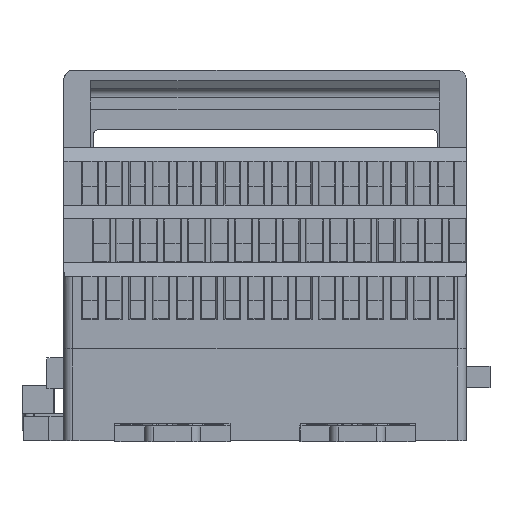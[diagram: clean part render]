
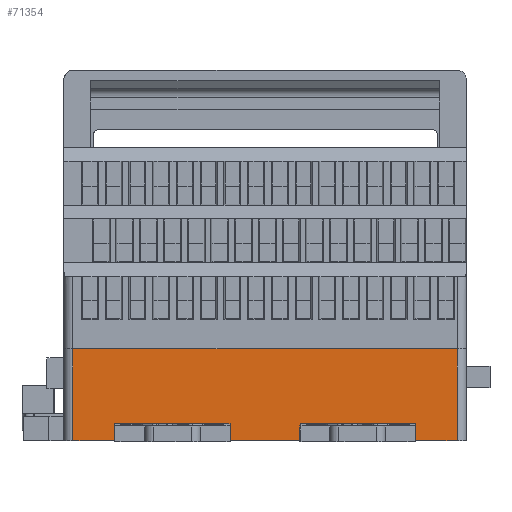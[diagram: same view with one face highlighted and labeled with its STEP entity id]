
A CAD part, front view. The second image highlights one B-rep face of the part: STEP entity #71354.
In plain terms, the highlighted planar face has unit normal (0, -1, 0).
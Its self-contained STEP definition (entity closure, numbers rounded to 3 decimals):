
#1177 = LINE ( 'NONE', #50783, #63369 ) ;
#1538 = CARTESIAN_POINT ( 'NONE',  ( 11.25, 0., -20.3 ) ) ;
#3223 = EDGE_CURVE ( 'NONE', #68592, #78681, #48005, .T. ) ;
#4091 = CARTESIAN_POINT ( 'NONE',  ( 2., 0., -20.3 ) ) ;
#4532 = DIRECTION ( 'NONE',  ( 0., 0., -1. ) ) ;
#6107 = ORIENTED_EDGE ( 'NONE', *, *, #65836, .F. ) ;
#6491 = CARTESIAN_POINT ( 'NONE',  ( 52.25, 0., -16.55 ) ) ;
#6691 = VECTOR ( 'NONE', #73017, 1000. ) ;
#6958 = LINE ( 'NONE', #55534, #69159 ) ;
#8184 = VECTOR ( 'NONE', #31307, 1000. ) ;
#8795 = EDGE_CURVE ( 'NONE', #78681, #17794, #72347, .T. ) ;
#9438 = LINE ( 'NONE', #38282, #38632 ) ;
#9852 = CARTESIAN_POINT ( 'NONE',  ( 77.75, 0., -20.3 ) ) ;
#10283 = EDGE_CURVE ( 'NONE', #52545, #69550, #39798, .T. ) ;
#10566 = CARTESIAN_POINT ( 'NONE',  ( 2., 0., -20.3 ) ) ;
#13528 = DIRECTION ( 'NONE',  ( 1., 0., 0. ) ) ;
#13776 = DIRECTION ( 'NONE',  ( 0., -1., 0. ) ) ;
#17794 = VERTEX_POINT ( 'NONE', #30431 ) ;
#19876 = DIRECTION ( 'NONE',  ( 1., 0., 0. ) ) ;
#19987 = CARTESIAN_POINT ( 'NONE',  ( 36.75, 0., -16.55 ) ) ;
#21792 = ORIENTED_EDGE ( 'NONE', *, *, #36014, .F. ) ;
#22103 = ORIENTED_EDGE ( 'NONE', *, *, #10283, .T. ) ;
#22296 = CARTESIAN_POINT ( 'NONE',  ( 36.75, 0., -20.3 ) ) ;
#23645 = DIRECTION ( 'NONE',  ( 0., 0., -1. ) ) ;
#26000 = PLANE ( 'NONE',  #48997 ) ;
#26668 = ORIENTED_EDGE ( 'NONE', *, *, #32351, .T. ) ;
#26810 = CARTESIAN_POINT ( 'NONE',  ( 36.75, 0., -16.55 ) ) ;
#26929 = LINE ( 'NONE', #48243, #43419 ) ;
#28344 = LINE ( 'NONE', #4091, #42924 ) ;
#28421 = VECTOR ( 'NONE', #31576, 1000. ) ;
#30431 = CARTESIAN_POINT ( 'NONE',  ( 87., 0., 0. ) ) ;
#30965 = LINE ( 'NONE', #19987, #45516 ) ;
#31307 = DIRECTION ( 'NONE',  ( 0., 0., 1. ) ) ;
#31576 = DIRECTION ( 'NONE',  ( -1., 0., 0. ) ) ;
#31731 = EDGE_LOOP ( 'NONE', ( #50558, #44269, #26668, #56097, #22103, #57444, #6107, #48172, #60633, #36271, #21792, #66129 ) ) ;
#32106 = VERTEX_POINT ( 'NONE', #47740 ) ;
#32351 = EDGE_CURVE ( 'NONE', #48759, #73006, #9438, .T. ) ;
#35429 = VERTEX_POINT ( 'NONE', #68814 ) ;
#36014 = EDGE_CURVE ( 'NONE', #40417, #17794, #1177, .T. ) ;
#36271 = ORIENTED_EDGE ( 'NONE', *, *, #8795, .T. ) ;
#38282 = CARTESIAN_POINT ( 'NONE',  ( 35.375, 0., -16.55 ) ) ;
#38632 = VECTOR ( 'NONE', #13528, 1000. ) ;
#39798 = LINE ( 'NONE', #66696, #6691 ) ;
#40417 = VERTEX_POINT ( 'NONE', #63771 ) ;
#42039 = EDGE_CURVE ( 'NONE', #35429, #71390, #28344, .T. ) ;
#42759 = EDGE_CURVE ( 'NONE', #73571, #69550, #53517, .T. ) ;
#42924 = VECTOR ( 'NONE', #47539, 1000. ) ;
#43419 = VECTOR ( 'NONE', #23645, 1000. ) ;
#44269 = ORIENTED_EDGE ( 'NONE', *, *, #69315, .F. ) ;
#45516 = VECTOR ( 'NONE', #69678, 1000. ) ;
#47539 = DIRECTION ( 'NONE',  ( 1., 0., 0. ) ) ;
#47740 = CARTESIAN_POINT ( 'NONE',  ( 77.75, 0., -16.55 ) ) ;
#48005 = LINE ( 'NONE', #10566, #77227 ) ;
#48172 = ORIENTED_EDGE ( 'NONE', *, *, #67531, .T. ) ;
#48243 = CARTESIAN_POINT ( 'NONE',  ( 11.25, 0., -16.55 ) ) ;
#48759 = VERTEX_POINT ( 'NONE', #52680 ) ;
#48997 = AXIS2_PLACEMENT_3D ( 'NONE', #50923, #13776, #57203 ) ;
#49507 = DIRECTION ( 'NONE',  ( 0., 0., -1. ) ) ;
#49779 = LINE ( 'NONE', #74294, #62458 ) ;
#50558 = ORIENTED_EDGE ( 'NONE', *, *, #42039, .T. ) ;
#50594 = CARTESIAN_POINT ( 'NONE',  ( 87., 0., -20.3 ) ) ;
#50783 = CARTESIAN_POINT ( 'NONE',  ( 2., 0., 0. ) ) ;
#50923 = CARTESIAN_POINT ( 'NONE',  ( 2., 0., -20.3 ) ) ;
#52545 = VERTEX_POINT ( 'NONE', #22296 ) ;
#52680 = CARTESIAN_POINT ( 'NONE',  ( 11.25, 0., -16.55 ) ) ;
#53517 = LINE ( 'NONE', #79008, #68086 ) ;
#53670 = FACE_OUTER_BOUND ( 'NONE', #31731, .T. ) ;
#54036 = DIRECTION ( 'NONE',  ( 1., 0., 0. ) ) ;
#55534 = CARTESIAN_POINT ( 'NONE',  ( 2., 0., -20.3 ) ) ;
#56097 = ORIENTED_EDGE ( 'NONE', *, *, #63747, .T. ) ;
#57203 = DIRECTION ( 'NONE',  ( 0., 0., -1. ) ) ;
#57444 = ORIENTED_EDGE ( 'NONE', *, *, #42759, .F. ) ;
#60633 = ORIENTED_EDGE ( 'NONE', *, *, #3223, .T. ) ;
#61762 = DIRECTION ( 'NONE',  ( 0., 0., 1. ) ) ;
#62458 = VECTOR ( 'NONE', #49507, 1000. ) ;
#62797 = CARTESIAN_POINT ( 'NONE',  ( 87., 0., -20.3 ) ) ;
#63369 = VECTOR ( 'NONE', #19876, 1000. ) ;
#63747 = EDGE_CURVE ( 'NONE', #73006, #52545, #30965, .T. ) ;
#63766 = CARTESIAN_POINT ( 'NONE',  ( 52.25, 0., -20.3 ) ) ;
#63771 = CARTESIAN_POINT ( 'NONE',  ( 2., 0., 0. ) ) ;
#65836 = EDGE_CURVE ( 'NONE', #32106, #73571, #76093, .T. ) ;
#66129 = ORIENTED_EDGE ( 'NONE', *, *, #71622, .F. ) ;
#66696 = CARTESIAN_POINT ( 'NONE',  ( 2., 0., -20.3 ) ) ;
#67531 = EDGE_CURVE ( 'NONE', #32106, #68592, #49779, .T. ) ;
#68086 = VECTOR ( 'NONE', #4532, 1000. ) ;
#68592 = VERTEX_POINT ( 'NONE', #9852 ) ;
#68777 = CARTESIAN_POINT ( 'NONE',  ( 53.625, 0., -16.55 ) ) ;
#68814 = CARTESIAN_POINT ( 'NONE',  ( 2., 0., -20.3 ) ) ;
#69159 = VECTOR ( 'NONE', #61762, 1000. ) ;
#69315 = EDGE_CURVE ( 'NONE', #48759, #71390, #26929, .T. ) ;
#69550 = VERTEX_POINT ( 'NONE', #63766 ) ;
#69678 = DIRECTION ( 'NONE',  ( 0., 0., -1. ) ) ;
#71354 = ADVANCED_FACE ( 'NONE', ( #53670 ), #26000, .T. ) ;
#71390 = VERTEX_POINT ( 'NONE', #1538 ) ;
#71622 = EDGE_CURVE ( 'NONE', #35429, #40417, #6958, .T. ) ;
#72347 = LINE ( 'NONE', #62797, #8184 ) ;
#73006 = VERTEX_POINT ( 'NONE', #26810 ) ;
#73017 = DIRECTION ( 'NONE',  ( 1., 0., 0. ) ) ;
#73571 = VERTEX_POINT ( 'NONE', #6491 ) ;
#74294 = CARTESIAN_POINT ( 'NONE',  ( 77.75, 0., -16.55 ) ) ;
#76093 = LINE ( 'NONE', #68777, #28421 ) ;
#77227 = VECTOR ( 'NONE', #54036, 1000. ) ;
#78681 = VERTEX_POINT ( 'NONE', #50594 ) ;
#79008 = CARTESIAN_POINT ( 'NONE',  ( 52.25, 0., -16.55 ) ) ;
